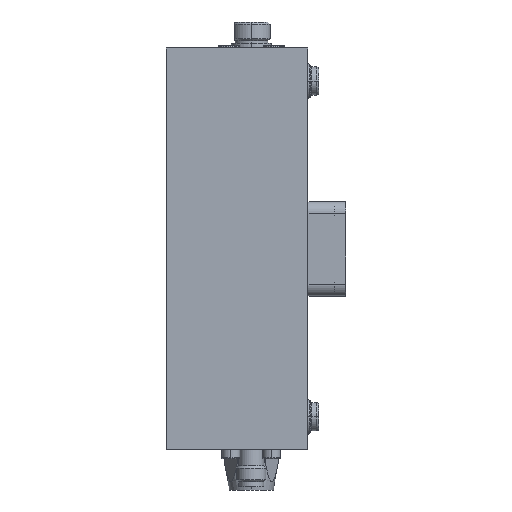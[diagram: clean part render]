
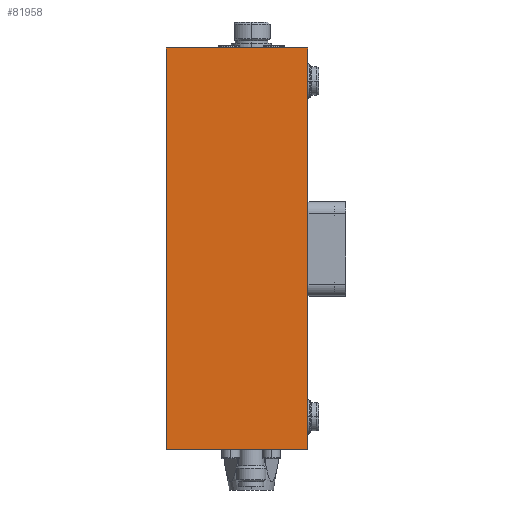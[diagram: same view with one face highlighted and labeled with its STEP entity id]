
A CAD part, left-side view. The second image highlights one B-rep face of the part: STEP entity #81958.
In plain terms, the highlighted planar face has unit normal (-1, 0, 0).
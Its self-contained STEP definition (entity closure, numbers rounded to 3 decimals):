
#2351 = DIRECTION ( 'NONE',  ( 0., 0., -1. ) ) ;
#5064 = EDGE_LOOP ( 'NONE', ( #101806, #51097, #93123, #13611 ) ) ;
#9943 = CARTESIAN_POINT ( 'NONE',  ( -38.495, -16.231, -42.458 ) ) ;
#12015 = DIRECTION ( 'NONE',  ( 0., 0., 1. ) ) ;
#13611 = ORIENTED_EDGE ( 'NONE', *, *, #96353, .T. ) ;
#17842 = AXIS2_PLACEMENT_3D ( 'NONE', #144277, #73273, #2351 ) ;
#18230 = LINE ( 'NONE', #114580, #77462 ) ;
#24964 = CARTESIAN_POINT ( 'NONE',  ( -38.495, -16.231, 42.542 ) ) ;
#35989 = CARTESIAN_POINT ( 'NONE',  ( -38.495, 13.769, 42.542 ) ) ;
#36150 = DIRECTION ( 'NONE',  ( 0., 0., 1. ) ) ;
#37191 = CARTESIAN_POINT ( 'NONE',  ( -38.495, -16.231, -42.458 ) ) ;
#44463 = EDGE_CURVE ( 'NONE', #114325, #62021, #69287, .T. ) ;
#47988 = CARTESIAN_POINT ( 'NONE',  ( -38.495, 13.769, -42.458 ) ) ;
#50193 = LINE ( 'NONE', #107338, #77920 ) ;
#51097 = ORIENTED_EDGE ( 'NONE', *, *, #55539, .F. ) ;
#55539 = EDGE_CURVE ( 'NONE', #57553, #62021, #50193, .T. ) ;
#57553 = VERTEX_POINT ( 'NONE', #35989 ) ;
#59038 = EDGE_CURVE ( 'NONE', #75278, #57553, #82244, .T. ) ;
#62021 = VERTEX_POINT ( 'NONE', #24964 ) ;
#69287 = LINE ( 'NONE', #9943, #128661 ) ;
#71096 = DIRECTION ( 'NONE',  ( 0., -1., 0. ) ) ;
#73273 = DIRECTION ( 'NONE',  ( 1., 0., 0. ) ) ;
#75278 = VERTEX_POINT ( 'NONE', #81960 ) ;
#77462 = VECTOR ( 'NONE', #150368, 1000. ) ;
#77920 = VECTOR ( 'NONE', #71096, 1000. ) ;
#81958 = ADVANCED_FACE ( 'NONE', ( #105749 ), #96642, .F. ) ;
#81960 = CARTESIAN_POINT ( 'NONE',  ( -38.495, 13.769, -42.458 ) ) ;
#82244 = LINE ( 'NONE', #47988, #106318 ) ;
#93123 = ORIENTED_EDGE ( 'NONE', *, *, #59038, .F. ) ;
#96353 = EDGE_CURVE ( 'NONE', #75278, #114325, #18230, .T. ) ;
#96642 = PLANE ( 'NONE',  #17842 ) ;
#101806 = ORIENTED_EDGE ( 'NONE', *, *, #44463, .T. ) ;
#105749 = FACE_OUTER_BOUND ( 'NONE', #5064, .T. ) ;
#106318 = VECTOR ( 'NONE', #36150, 1000. ) ;
#107338 = CARTESIAN_POINT ( 'NONE',  ( -38.495, 13.769, 42.542 ) ) ;
#114325 = VERTEX_POINT ( 'NONE', #37191 ) ;
#114580 = CARTESIAN_POINT ( 'NONE',  ( -38.495, 13.769, -42.458 ) ) ;
#128661 = VECTOR ( 'NONE', #12015, 1000. ) ;
#144277 = CARTESIAN_POINT ( 'NONE',  ( -38.495, 13.769, -42.458 ) ) ;
#150368 = DIRECTION ( 'NONE',  ( 0., -1., 0. ) ) ;
